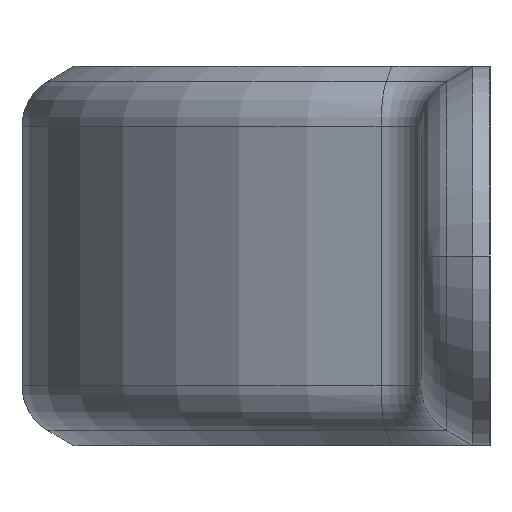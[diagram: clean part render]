
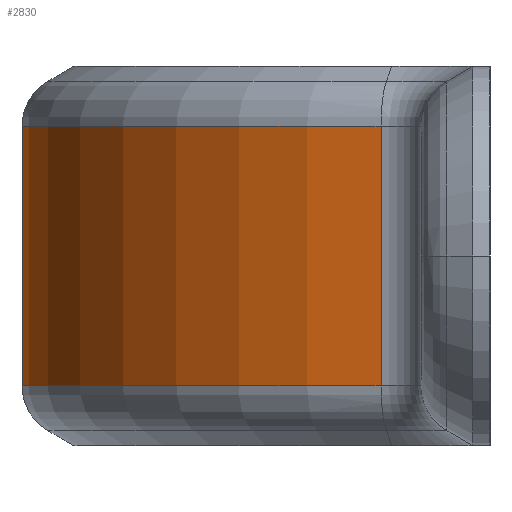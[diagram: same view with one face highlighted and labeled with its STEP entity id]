
A CAD part, left-side view. The second image highlights one B-rep face of the part: STEP entity #2830.
In plain terms, the highlighted cylindrical face has radius 26.229 mm (diameter 52.457 mm), a partial arc.
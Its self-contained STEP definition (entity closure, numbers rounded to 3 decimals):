
#13 = DIRECTION ( 'NONE',  ( 0., 0., -1. ) ) ;
#36 = DIRECTION ( 'NONE',  ( -1., 0., 0. ) ) ;
#50 = CIRCLE ( 'NONE', #1503, 26.228 ) ;
#53 = CARTESIAN_POINT ( 'NONE',  ( 0., 0., -7.536 ) ) ;
#61 = LINE ( 'NONE', #1882, #2751 ) ;
#199 = CYLINDRICAL_SURFACE ( 'NONE', #648, 26.228 ) ;
#268 = DIRECTION ( 'NONE',  ( 0., 0., 1. ) ) ;
#295 = CARTESIAN_POINT ( 'NONE',  ( 0., 0., 7.536 ) ) ;
#370 = EDGE_CURVE ( 'NONE', #2424, #2293, #61, .T. ) ;
#407 = ORIENTED_EDGE ( 'NONE', *, *, #2329, .T. ) ;
#566 = VERTEX_POINT ( 'NONE', #2374 ) ;
#567 = DIRECTION ( 'NONE',  ( 0., 0., 1. ) ) ;
#648 = AXIS2_PLACEMENT_3D ( 'NONE', #1122, #13, #1149 ) ;
#660 = LINE ( 'NONE', #2093, #2940 ) ;
#663 = VERTEX_POINT ( 'NONE', #2432 ) ;
#734 = CARTESIAN_POINT ( 'NONE',  ( -25.667, 5.399, -7.536 ) ) ;
#754 = DIRECTION ( 'NONE',  ( 0., 0., -1. ) ) ;
#774 = CARTESIAN_POINT ( 'NONE',  ( -25.667, 5.399, 7.536 ) ) ;
#809 = EDGE_CURVE ( 'NONE', #566, #1754, #1738, .T. ) ;
#892 = EDGE_CURVE ( 'NONE', #2293, #566, #2166, .T. ) ;
#982 = AXIS2_PLACEMENT_3D ( 'NONE', #1435, #754, #2848 ) ;
#1012 = ORIENTED_EDGE ( 'NONE', *, *, #370, .T. ) ;
#1122 = CARTESIAN_POINT ( 'NONE',  ( 0., 0., 0. ) ) ;
#1149 = DIRECTION ( 'NONE',  ( -1., 0., 0. ) ) ;
#1154 = EDGE_LOOP ( 'NONE', ( #407, #1822, #2976, #1012, #2882, #2077 ) ) ;
#1221 = DIRECTION ( 'NONE',  ( 0., 0., -1. ) ) ;
#1371 = EDGE_CURVE ( 'NONE', #663, #2424, #1714, .T. ) ;
#1382 = DIRECTION ( 'NONE',  ( 0., 0., -1. ) ) ;
#1435 = CARTESIAN_POINT ( 'NONE',  ( 0., 0., 7.536 ) ) ;
#1503 = AXIS2_PLACEMENT_3D ( 'NONE', #53, #2527, #36 ) ;
#1546 = VERTEX_POINT ( 'NONE', #2472 ) ;
#1714 = CIRCLE ( 'NONE', #2571, 26.228 ) ;
#1727 = DIRECTION ( 'NONE',  ( -1., 0., 0. ) ) ;
#1738 = CIRCLE ( 'NONE', #982, 26.228 ) ;
#1754 = VERTEX_POINT ( 'NONE', #2323 ) ;
#1802 = FACE_OUTER_BOUND ( 'NONE', #1154, .T. ) ;
#1822 = ORIENTED_EDGE ( 'NONE', *, *, #2138, .T. ) ;
#1882 = CARTESIAN_POINT ( 'NONE',  ( -25.667, 5.399, 11. ) ) ;
#2077 = ORIENTED_EDGE ( 'NONE', *, *, #809, .T. ) ;
#2093 = CARTESIAN_POINT ( 'NONE',  ( 25.667, 5.399, 11. ) ) ;
#2133 = DIRECTION ( 'NONE',  ( 1., 0., 0. ) ) ;
#2138 = EDGE_CURVE ( 'NONE', #1546, #663, #50, .T. ) ;
#2166 = CIRCLE ( 'NONE', #2546, 26.228 ) ;
#2293 = VERTEX_POINT ( 'NONE', #774 ) ;
#2323 = CARTESIAN_POINT ( 'NONE',  ( 25.667, 5.399, 7.536 ) ) ;
#2329 = EDGE_CURVE ( 'NONE', #1754, #1546, #660, .T. ) ;
#2374 = CARTESIAN_POINT ( 'NONE',  ( 0., 26.228, 7.536 ) ) ;
#2424 = VERTEX_POINT ( 'NONE', #734 ) ;
#2432 = CARTESIAN_POINT ( 'NONE',  ( 0., 26.228, -7.536 ) ) ;
#2472 = CARTESIAN_POINT ( 'NONE',  ( 25.667, 5.399, -7.536 ) ) ;
#2527 = DIRECTION ( 'NONE',  ( 0., 0., 1. ) ) ;
#2546 = AXIS2_PLACEMENT_3D ( 'NONE', #295, #1221, #2133 ) ;
#2571 = AXIS2_PLACEMENT_3D ( 'NONE', #2917, #567, #1727 ) ;
#2751 = VECTOR ( 'NONE', #268, 1000. ) ;
#2830 = ADVANCED_FACE ( 'NONE', ( #1802 ), #199, .T. ) ;
#2848 = DIRECTION ( 'NONE',  ( 1., 0., 0. ) ) ;
#2882 = ORIENTED_EDGE ( 'NONE', *, *, #892, .T. ) ;
#2917 = CARTESIAN_POINT ( 'NONE',  ( 0., 0., -7.536 ) ) ;
#2940 = VECTOR ( 'NONE', #1382, 1000. ) ;
#2976 = ORIENTED_EDGE ( 'NONE', *, *, #1371, .T. ) ;
